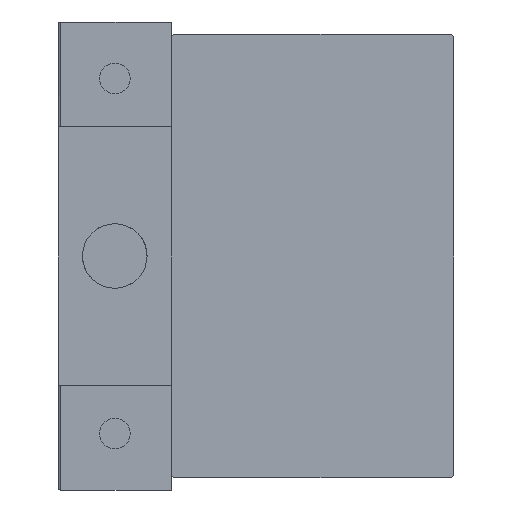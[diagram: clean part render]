
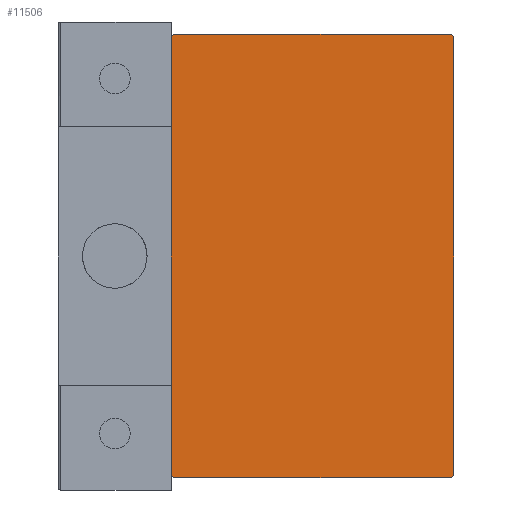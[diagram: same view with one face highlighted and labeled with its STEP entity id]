
A CAD part, left-side view. The second image highlights one B-rep face of the part: STEP entity #11506.
In plain terms, the highlighted face is planar.
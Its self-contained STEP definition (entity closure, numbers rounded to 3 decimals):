
#324 = EDGE_CURVE ( 'NONE', #48290, #26006, #47390, .T. ) ;
#484 = VECTOR ( 'NONE', #21472, 1000. ) ;
#913 = CARTESIAN_POINT ( 'NONE',  ( 56., -17.5, 27.5 ) ) ;
#1075 = LINE ( 'NONE', #9658, #3497 ) ;
#1952 = CARTESIAN_POINT ( 'NONE',  ( 56., 0., 0. ) ) ;
#3243 = CARTESIAN_POINT ( 'NONE',  ( 56., -17.2, 27.5 ) ) ;
#3497 = VECTOR ( 'NONE', #12701, 1000. ) ;
#3606 = LINE ( 'NONE', #19012, #47319 ) ;
#5220 = VERTEX_POINT ( 'NONE', #46231 ) ;
#5336 = EDGE_CURVE ( 'NONE', #5220, #31753, #16137, .T. ) ;
#5516 = VECTOR ( 'NONE', #37823, 1000. ) ;
#5689 = VECTOR ( 'NONE', #43180, 1000. ) ;
#5728 = AXIS2_PLACEMENT_3D ( 'NONE', #1952, #13831, #25453 ) ;
#5888 = DIRECTION ( 'NONE',  ( 0., 0.707, -0.707 ) ) ;
#7467 = VERTEX_POINT ( 'NONE', #3243 ) ;
#8141 = ORIENTED_EDGE ( 'NONE', *, *, #42808, .T. ) ;
#9658 = CARTESIAN_POINT ( 'NONE',  ( 56., 17.5, -27.5 ) ) ;
#10336 = ORIENTED_EDGE ( 'NONE', *, *, #17043, .T. ) ;
#10455 = VERTEX_POINT ( 'NONE', #15307 ) ;
#11506 = ADVANCED_FACE ( 'NONE', ( #37340 ), #44648, .T. ) ;
#12366 = CARTESIAN_POINT ( 'NONE',  ( 56., -17.5, -27.5 ) ) ;
#12701 = DIRECTION ( 'NONE',  ( 0., 0., 1. ) ) ;
#12920 = ORIENTED_EDGE ( 'NONE', *, *, #38433, .T. ) ;
#13831 = DIRECTION ( 'NONE',  ( 1., 0., 0. ) ) ;
#14851 = ORIENTED_EDGE ( 'NONE', *, *, #15883, .T. ) ;
#15307 = CARTESIAN_POINT ( 'NONE',  ( 56., 17.2, 27.5 ) ) ;
#15883 = EDGE_CURVE ( 'NONE', #32151, #37395, #1075, .T. ) ;
#16137 = LINE ( 'NONE', #12366, #5689 ) ;
#17043 = EDGE_CURVE ( 'NONE', #26006, #5220, #29155, .T. ) ;
#19012 = CARTESIAN_POINT ( 'NONE',  ( 56., -22.35, 22.35 ) ) ;
#20203 = CARTESIAN_POINT ( 'NONE',  ( 56., 22.35, 22.35 ) ) ;
#20569 = VECTOR ( 'NONE', #40922, 1000. ) ;
#20603 = DIRECTION ( 'NONE',  ( 0., 0., -1. ) ) ;
#21472 = DIRECTION ( 'NONE',  ( 0., 0.707, 0.707 ) ) ;
#22618 = EDGE_LOOP ( 'NONE', ( #43994, #26372, #14851, #33952, #8141, #12920, #46814, #10336 ) ) ;
#22627 = CARTESIAN_POINT ( 'NONE',  ( 56., 17.5, 27.5 ) ) ;
#23629 = EDGE_CURVE ( 'NONE', #37395, #10455, #31609, .T. ) ;
#24782 = VECTOR ( 'NONE', #20603, 1000. ) ;
#25453 = DIRECTION ( 'NONE',  ( 0., 0., -1. ) ) ;
#25785 = CARTESIAN_POINT ( 'NONE',  ( 56., 22.35, -22.35 ) ) ;
#26006 = VERTEX_POINT ( 'NONE', #39733 ) ;
#26372 = ORIENTED_EDGE ( 'NONE', *, *, #35518, .T. ) ;
#29124 = CARTESIAN_POINT ( 'NONE',  ( 56., 17.5, -27.2 ) ) ;
#29155 = LINE ( 'NONE', #29664, #40660 ) ;
#29664 = CARTESIAN_POINT ( 'NONE',  ( 56., -22.35, -22.35 ) ) ;
#31609 = LINE ( 'NONE', #20203, #20569 ) ;
#31753 = VERTEX_POINT ( 'NONE', #33096 ) ;
#32151 = VERTEX_POINT ( 'NONE', #29124 ) ;
#32249 = CARTESIAN_POINT ( 'NONE',  ( 56., 17.5, 27.2 ) ) ;
#33096 = CARTESIAN_POINT ( 'NONE',  ( 56., 17.2, -27.5 ) ) ;
#33952 = ORIENTED_EDGE ( 'NONE', *, *, #23629, .T. ) ;
#33956 = DIRECTION ( 'NONE',  ( 0., -0.707, -0.707 ) ) ;
#35518 = EDGE_CURVE ( 'NONE', #31753, #32151, #44484, .T. ) ;
#37340 = FACE_OUTER_BOUND ( 'NONE', #22618, .T. ) ;
#37395 = VERTEX_POINT ( 'NONE', #32249 ) ;
#37823 = DIRECTION ( 'NONE',  ( 0., -1., 0. ) ) ;
#38319 = LINE ( 'NONE', #22627, #5516 ) ;
#38433 = EDGE_CURVE ( 'NONE', #7467, #48290, #3606, .T. ) ;
#39733 = CARTESIAN_POINT ( 'NONE',  ( 56., -17.5, -27.2 ) ) ;
#40660 = VECTOR ( 'NONE', #5888, 1000. ) ;
#40922 = DIRECTION ( 'NONE',  ( 0., -0.707, 0.707 ) ) ;
#42808 = EDGE_CURVE ( 'NONE', #10455, #7467, #38319, .T. ) ;
#43180 = DIRECTION ( 'NONE',  ( 0., 1., 0. ) ) ;
#43469 = CARTESIAN_POINT ( 'NONE',  ( 56., -17.5, 27.2 ) ) ;
#43994 = ORIENTED_EDGE ( 'NONE', *, *, #5336, .T. ) ;
#44484 = LINE ( 'NONE', #25785, #484 ) ;
#44648 = PLANE ( 'NONE',  #5728 ) ;
#46231 = CARTESIAN_POINT ( 'NONE',  ( 56., -17.2, -27.5 ) ) ;
#46814 = ORIENTED_EDGE ( 'NONE', *, *, #324, .T. ) ;
#47319 = VECTOR ( 'NONE', #33956, 1000. ) ;
#47390 = LINE ( 'NONE', #913, #24782 ) ;
#48290 = VERTEX_POINT ( 'NONE', #43469 ) ;
